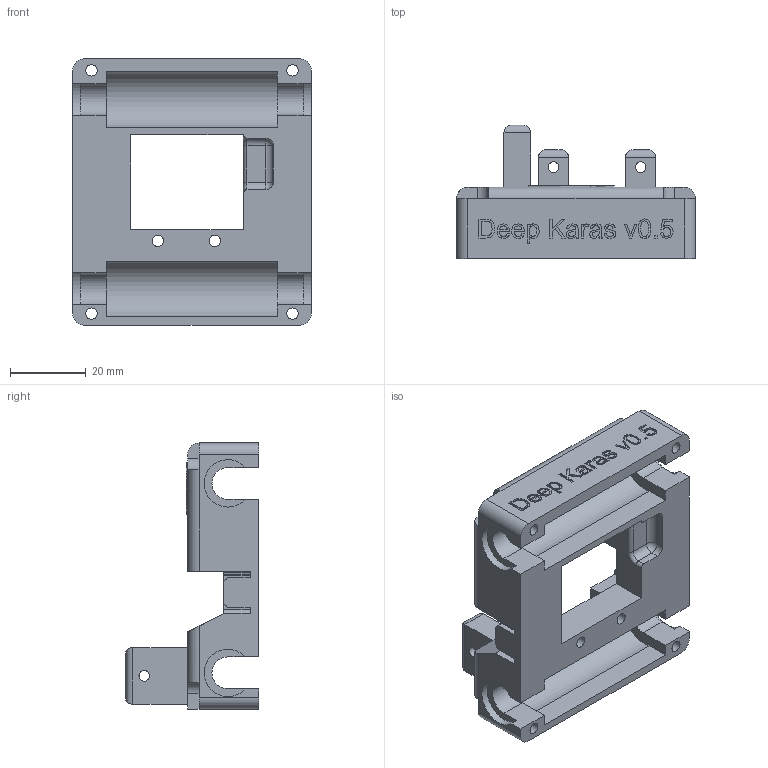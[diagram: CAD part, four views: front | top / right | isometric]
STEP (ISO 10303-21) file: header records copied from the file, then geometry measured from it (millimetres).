
FILE_DESCRIPTION(/* description */ (''),/* implementation_level */ '2;1');
FILE_NAME(/* name */ 'TopPart.step',/* time_stamp */ '2023-01-07T08:46:35+03:00',/* author */ (''),/* organization */ (''),/* preprocessor_version */ 'ST-DEVELOPER v19.2',/* originating_system */ 'Autodesk Translation Framework v11.17.0.187',/* authorisation */ '');
FILE_SCHEMA (('AUTOMOTIVE_DESIGN { 1 0 10303 214 3 1 1 }'));
Length unit declared in the file: millimetre
Products named in the file (1): TopPart
Bounding box: 63 x 35.3 x 70.2 mm (x, y, z)
Volume: 39477.7 mm3; surface area: 21141.4 mm2
Topology: 1 solids, 1 shells, 670 faces, 1893 edges, 1249 vertices
Faces by surface type: plane 235, cylinder 219, bspline 211, torus 3, sphere 2
Full cylindrical faces by diameter (mm): 2.8 x3, 3 x6
Entity records: 29227 total; most frequent: CARTESIAN_POINT 12845, ORIENTED_EDGE 3786, DIRECTION 2832, EDGE_CURVE 1893, VERTEX_POINT 1249, LINE 1028, VECTOR 1028, AXIS2_PLACEMENT_3D 902
